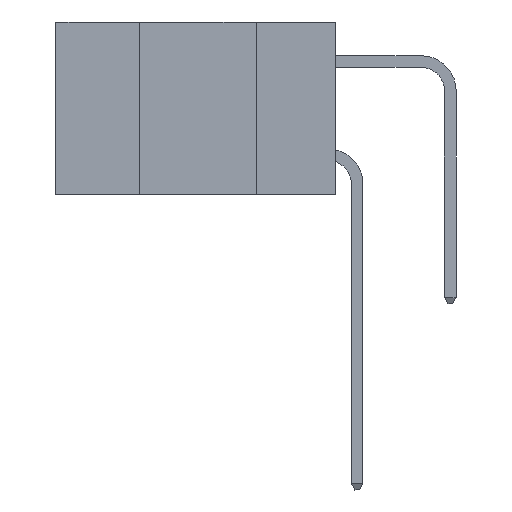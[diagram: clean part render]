
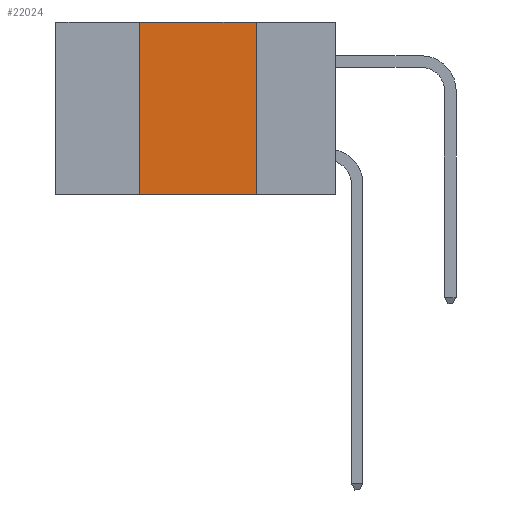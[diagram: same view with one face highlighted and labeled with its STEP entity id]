
A CAD part, left-side view. The second image highlights one B-rep face of the part: STEP entity #22024.
In plain terms, the highlighted planar face has unit normal (-1, 0, 0).
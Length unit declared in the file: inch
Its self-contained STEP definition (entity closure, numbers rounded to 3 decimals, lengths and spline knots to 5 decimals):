
#701 = ORIENTED_EDGE ( 'NONE', *, *, #23678, .F. ) ;
#1421 = LINE ( 'NONE', #30033, #17591 ) ;
#4282 = DIRECTION ( 'NONE',  ( 0., -1., 0. ) ) ;
#4580 = VERTEX_POINT ( 'NONE', #31691 ) ;
#4784 = CARTESIAN_POINT ( 'NONE',  ( 0., 0.17, -0.37 ) ) ;
#5754 = CARTESIAN_POINT ( 'NONE',  ( 0., 0.42, 0. ) ) ;
#7471 = DIRECTION ( 'NONE',  ( 0., -1., 0. ) ) ;
#7865 = PLANE ( 'NONE',  #33908 ) ;
#9878 = ORIENTED_EDGE ( 'NONE', *, *, #34285, .F. ) ;
#10025 = ORIENTED_EDGE ( 'NONE', *, *, #16885, .T. ) ;
#10533 = VECTOR ( 'NONE', #30769, 39.37008 ) ;
#11250 = DIRECTION ( 'NONE',  ( 1., 0., 0. ) ) ;
#16695 = LINE ( 'NONE', #5754, #10533 ) ;
#16885 = EDGE_CURVE ( 'NONE', #18871, #24247, #1421, .T. ) ;
#17148 = VECTOR ( 'NONE', #7471, 39.37008 ) ;
#17591 = VECTOR ( 'NONE', #4282, 39.37008 ) ;
#17605 = EDGE_LOOP ( 'NONE', ( #9878, #701, #36264, #10025 ) ) ;
#18081 = CARTESIAN_POINT ( 'NONE',  ( 0., 0.17, 0. ) ) ;
#18871 = VERTEX_POINT ( 'NONE', #37079 ) ;
#19866 = VECTOR ( 'NONE', #29344, 39.37008 ) ;
#20506 = VERTEX_POINT ( 'NONE', #32267 ) ;
#22024 = ADVANCED_FACE ( 'NONE', ( #25537 ), #7865, .F. ) ;
#23678 = EDGE_CURVE ( 'NONE', #4580, #20506, #24780, .T. ) ;
#23816 = EDGE_CURVE ( 'NONE', #18871, #4580, #16695, .T. ) ;
#24247 = VERTEX_POINT ( 'NONE', #4784 ) ;
#24780 = LINE ( 'NONE', #35847, #17148 ) ;
#25537 = FACE_OUTER_BOUND ( 'NONE', #17605, .T. ) ;
#29344 = DIRECTION ( 'NONE',  ( 0., 0., -1. ) ) ;
#30033 = CARTESIAN_POINT ( 'NONE',  ( 0., 0.6, -0.37 ) ) ;
#30769 = DIRECTION ( 'NONE',  ( 0., 0., 1. ) ) ;
#31691 = CARTESIAN_POINT ( 'NONE',  ( 0., 0.42, 0. ) ) ;
#32267 = CARTESIAN_POINT ( 'NONE',  ( 0., 0.17, 0. ) ) ;
#33604 = DIRECTION ( 'NONE',  ( 0., 0., -1. ) ) ;
#33908 = AXIS2_PLACEMENT_3D ( 'NONE', #36410, #11250, #33604 ) ;
#34285 = EDGE_CURVE ( 'NONE', #20506, #24247, #35332, .T. ) ;
#35332 = LINE ( 'NONE', #18081, #19866 ) ;
#35847 = CARTESIAN_POINT ( 'NONE',  ( 0., 0.6, 0. ) ) ;
#36264 = ORIENTED_EDGE ( 'NONE', *, *, #23816, .F. ) ;
#36410 = CARTESIAN_POINT ( 'NONE',  ( 0., 0.6, 0. ) ) ;
#37079 = CARTESIAN_POINT ( 'NONE',  ( 0., 0.42, -0.37 ) ) ;
